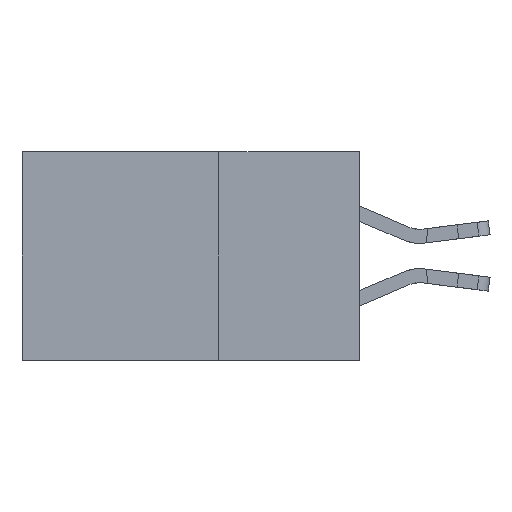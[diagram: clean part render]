
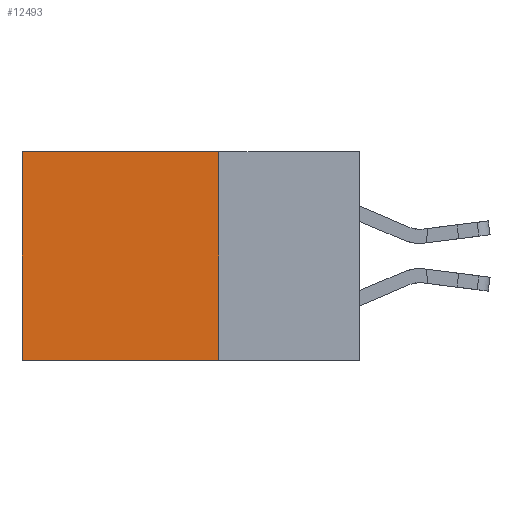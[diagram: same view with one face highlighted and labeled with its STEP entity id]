
A CAD part, left-side view. The second image highlights one B-rep face of the part: STEP entity #12493.
In plain terms, the highlighted planar face has unit normal (-1, 0, 0).
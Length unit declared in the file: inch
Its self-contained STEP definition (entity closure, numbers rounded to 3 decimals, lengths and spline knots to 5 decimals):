
#28 = CARTESIAN_POINT ( 'NONE',  ( 0.2875, 0.6, -0.37 ) ) ;
#385 = CARTESIAN_POINT ( 'NONE',  ( 0.2875, 0.25, 0. ) ) ;
#617 = AXIS2_PLACEMENT_3D ( 'NONE', #385, #1974, #1749 ) ;
#1264 = VECTOR ( 'NONE', #2675, 39.37008 ) ;
#1749 = DIRECTION ( 'NONE',  ( 0., 0., -1. ) ) ;
#1974 = DIRECTION ( 'NONE',  ( 1., 0., 0. ) ) ;
#2120 = CARTESIAN_POINT ( 'NONE',  ( 0.2875, 0.25, 0. ) ) ;
#2188 = LINE ( 'NONE', #2120, #3945 ) ;
#2675 = DIRECTION ( 'NONE',  ( 0., 0., -1. ) ) ;
#3536 = ORIENTED_EDGE ( 'NONE', *, *, #4643, .T. ) ;
#3945 = VECTOR ( 'NONE', #8949, 39.37008 ) ;
#4149 = CARTESIAN_POINT ( 'NONE',  ( 0.2875, 0.6, 0. ) ) ;
#4643 = EDGE_CURVE ( 'NONE', #17269, #10758, #13050, .T. ) ;
#4812 = LINE ( 'NONE', #18268, #1264 ) ;
#7029 = EDGE_CURVE ( 'NONE', #9375, #17502, #9944, .T. ) ;
#8224 = CARTESIAN_POINT ( 'NONE',  ( 0.2875, 0.25, 0. ) ) ;
#8949 = DIRECTION ( 'NONE',  ( 0., 0., -1. ) ) ;
#9375 = VERTEX_POINT ( 'NONE', #20494 ) ;
#9944 = LINE ( 'NONE', #18284, #18018 ) ;
#10758 = VERTEX_POINT ( 'NONE', #4149 ) ;
#11095 = CARTESIAN_POINT ( 'NONE',  ( 0.2875, 0.25, 0. ) ) ;
#11247 = VECTOR ( 'NONE', #16453, 39.37008 ) ;
#12493 = ADVANCED_FACE ( 'NONE', ( #17139 ), #19733, .F. ) ;
#13050 = LINE ( 'NONE', #8224, #11247 ) ;
#13102 = ORIENTED_EDGE ( 'NONE', *, *, #17402, .F. ) ;
#13583 = DIRECTION ( 'NONE',  ( 0., 1., 0. ) ) ;
#16453 = DIRECTION ( 'NONE',  ( 0., 1., 0. ) ) ;
#16842 = ORIENTED_EDGE ( 'NONE', *, *, #7029, .F. ) ;
#16933 = ORIENTED_EDGE ( 'NONE', *, *, #20568, .T. ) ;
#17047 = EDGE_LOOP ( 'NONE', ( #16933, #16842, #13102, #3536 ) ) ;
#17139 = FACE_OUTER_BOUND ( 'NONE', #17047, .T. ) ;
#17269 = VERTEX_POINT ( 'NONE', #11095 ) ;
#17402 = EDGE_CURVE ( 'NONE', #17269, #9375, #2188, .T. ) ;
#17502 = VERTEX_POINT ( 'NONE', #28 ) ;
#18018 = VECTOR ( 'NONE', #13583, 39.37008 ) ;
#18268 = CARTESIAN_POINT ( 'NONE',  ( 0.2875, 0.6, 0. ) ) ;
#18284 = CARTESIAN_POINT ( 'NONE',  ( 0.2875, 0.25, -0.37 ) ) ;
#19733 = PLANE ( 'NONE',  #617 ) ;
#20494 = CARTESIAN_POINT ( 'NONE',  ( 0.2875, 0.25, -0.37 ) ) ;
#20568 = EDGE_CURVE ( 'NONE', #10758, #17502, #4812, .T. ) ;
